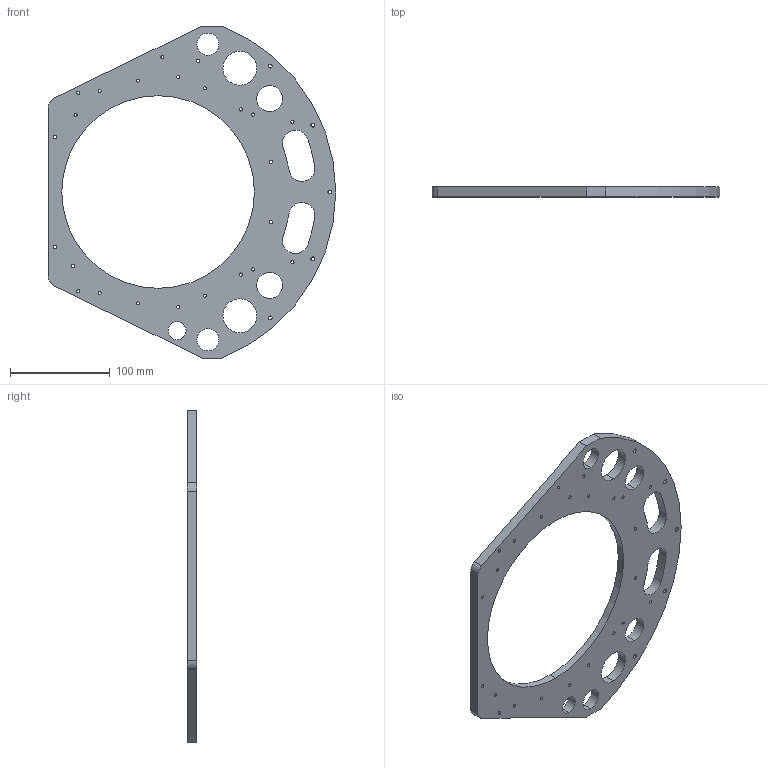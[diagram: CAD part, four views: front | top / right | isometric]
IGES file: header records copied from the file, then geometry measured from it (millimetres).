
Start section: SolidWorks IGES file using analytic representation for surfaces
Global section: file name: Chemin roulement lacet 2020.IGS; native system: SolidWorks 2012; preprocessor: SolidWorks 2012; author: Utilisateur; date: 190917.142701; units: millimetre
Bounding box: 288 x 10 x 332.65 mm (x, y, z)
Volume: 374135.2 mm3; surface area: 102725.6 mm2
Topology: 1 solids, 1 shells, 108 faces, 304 edges, 198 vertices
Faces by surface type: revolution 101, plane 7
